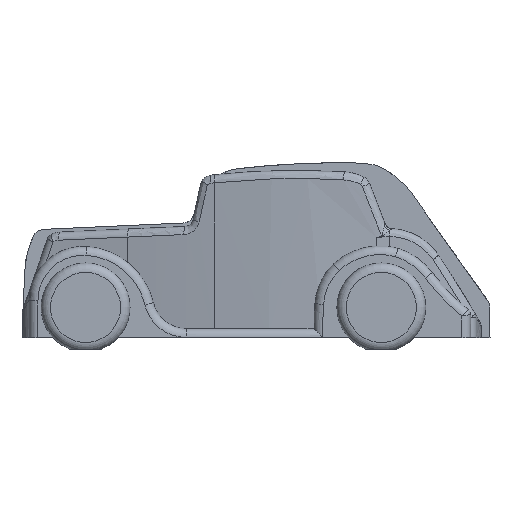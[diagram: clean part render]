
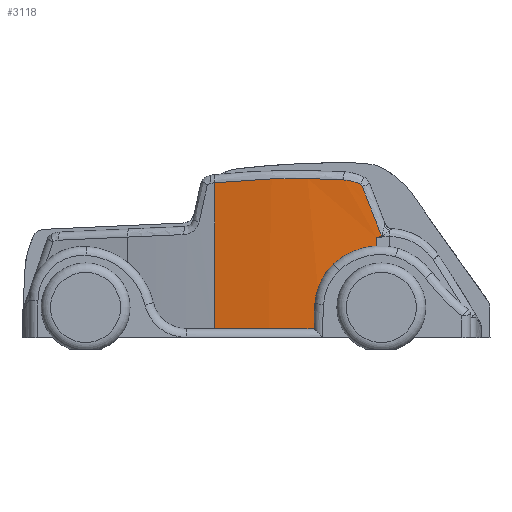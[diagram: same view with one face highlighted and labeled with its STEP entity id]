
A CAD part, front view. The second image highlights one B-rep face of the part: STEP entity #3118.
In plain terms, the highlighted cylindrical face has radius 4.384 mm (diameter 8.769 mm), a partial arc.
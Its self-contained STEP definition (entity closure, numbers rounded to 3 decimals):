
#70=ELLIPSE('',#3394,12.118,4.384);
#170=LINE('',#5242,#309);
#171=LINE('',#5245,#310);
#309=VECTOR('',#3931,0.393);
#310=VECTOR('',#3934,0.393);
#435=CYLINDRICAL_SURFACE('',#3392,4.384);
#539=FACE_OUTER_BOUND('',#746,.T.);
#746=EDGE_LOOP('',(#2201,#2202,#2203,#2204,#2205,#2206,#2207,#2208,#2209));
#955=CIRCLE('',#3384,0.345);
#960=CIRCLE('',#3393,33.347);
#961=CIRCLE('',#3395,4.384);
#1164=B_SPLINE_CURVE_WITH_KNOTS('',3,(#5227,#5228,#5229,#5230),
 .UNSPECIFIED.,.F.,.F.,(4,4),(-0.047,0.),.UNSPECIFIED.);
#1165=B_SPLINE_CURVE_WITH_KNOTS('',3,(#5232,#5233,#5234,#5235),
 .UNSPECIFIED.,.F.,.F.,(4,4),(-0.274,0.),
 .UNSPECIFIED.);
#1166=B_SPLINE_CURVE_WITH_KNOTS('',3,(#5237,#5238,#5239,#5240),
 .UNSPECIFIED.,.F.,.F.,(4,4),(-2.049,0.),.UNSPECIFIED.);
#1285=VERTEX_POINT('',#5048);
#1289=VERTEX_POINT('',#5108);
#1295=VERTEX_POINT('',#5222);
#1296=VERTEX_POINT('',#5224);
#1297=VERTEX_POINT('',#5226);
#1298=VERTEX_POINT('',#5231);
#1299=VERTEX_POINT('',#5236);
#1300=VERTEX_POINT('',#5241);
#1301=VERTEX_POINT('',#5243);
#1619=EDGE_CURVE('',#1285,#1289,#955,.T.);
#1631=EDGE_CURVE('',#1285,#1295,#960,.T.);
#1632=EDGE_CURVE('',#1296,#1295,#70,.T.);
#1633=EDGE_CURVE('',#1297,#1296,#1164,.T.);
#1634=EDGE_CURVE('',#1298,#1297,#1165,.T.);
#1635=EDGE_CURVE('',#1299,#1298,#1166,.T.);
#1636=EDGE_CURVE('',#1300,#1299,#170,.T.);
#1637=EDGE_CURVE('',#1300,#1301,#961,.T.);
#1638=EDGE_CURVE('',#1289,#1301,#171,.T.);
#2201=ORIENTED_EDGE('',*,*,#1619,.F.);
#2202=ORIENTED_EDGE('',*,*,#1631,.T.);
#2203=ORIENTED_EDGE('',*,*,#1632,.F.);
#2204=ORIENTED_EDGE('',*,*,#1633,.F.);
#2205=ORIENTED_EDGE('',*,*,#1634,.F.);
#2206=ORIENTED_EDGE('',*,*,#1635,.F.);
#2207=ORIENTED_EDGE('',*,*,#1636,.F.);
#2208=ORIENTED_EDGE('',*,*,#1637,.T.);
#2209=ORIENTED_EDGE('',*,*,#1638,.F.);
#3118=ADVANCED_FACE('',(#539),#435,.T.);
#3384=AXIS2_PLACEMENT_3D('',#5109,#3909,#3910);
#3392=AXIS2_PLACEMENT_3D('',#5221,#3925,#3926);
#3393=AXIS2_PLACEMENT_3D('',#5223,#3927,#3928);
#3394=AXIS2_PLACEMENT_3D('',#5225,#3929,#3930);
#3395=AXIS2_PLACEMENT_3D('',#5244,#3932,#3933);
#3909=DIRECTION('center_axis',(0.079,-0.995,-0.066));
#3910=DIRECTION('ref_axis',(-0.363,-0.091,0.927));
#3925=DIRECTION('center_axis',(0.,0.,
1.));
#3926=DIRECTION('ref_axis',(-0.179,-0.984,0.));
#3927=DIRECTION('center_axis',(-0.932,0.,
-0.362));
#3928=DIRECTION('ref_axis',(0.007,-1.,-0.019));
#3929=DIRECTION('center_axis',(0.932,0.,0.362));
#3930=DIRECTION('ref_axis',(0.362,0.,-0.932));
#3931=DIRECTION('',(0.,0.,1.));
#3932=DIRECTION('center_axis',(0.,0.,
1.));
#3933=DIRECTION('ref_axis',(-0.179,-0.984,0.));
#3934=DIRECTION('',(0.,0.,-1.));
#5048=CARTESIAN_POINT('',(0.929,-0.44,0.707));
#5108=CARTESIAN_POINT('',(0.898,-0.442,0.697));
#5109=CARTESIAN_POINT('Origin',(1.023,-0.411,0.377));
#5221=CARTESIAN_POINT('Origin',(0.668,3.936,0.072));
#5222=CARTESIAN_POINT('',(0.912,-0.441,0.751));
#5223=CARTESIAN_POINT('Origin',(0.668,32.899,1.378));
#5224=CARTESIAN_POINT('',(0.808,-0.446,1.019));
#5225=CARTESIAN_POINT('Origin',(0.668,3.936,1.38));
#5226=CARTESIAN_POINT('',(0.795,-0.446,1.033));
#5227=CARTESIAN_POINT('Ctrl Pts',(0.795,-0.446,
1.033));
#5228=CARTESIAN_POINT('Ctrl Pts',(0.801,-0.446,
1.03));
#5229=CARTESIAN_POINT('Ctrl Pts',(0.805,-0.446,
1.025));
#5230=CARTESIAN_POINT('Ctrl Pts',(0.808,-0.446,1.019));
#5231=CARTESIAN_POINT('',(0.691,-0.448,1.06));
#5232=CARTESIAN_POINT('Ctrl Pts',(0.691,-0.448,
1.06));
#5233=CARTESIAN_POINT('Ctrl Pts',(0.727,-0.448,
1.058));
#5234=CARTESIAN_POINT('Ctrl Pts',(0.763,-0.447,
1.049));
#5235=CARTESIAN_POINT('Ctrl Pts',(0.795,-0.446,
1.033));
#5236=CARTESIAN_POINT('',(-0.118,-0.377,1.042));
#5237=CARTESIAN_POINT('Ctrl Pts',(-0.118,-0.377,
1.042));
#5238=CARTESIAN_POINT('Ctrl Pts',(0.147,-0.425,
1.07));
#5239=CARTESIAN_POINT('Ctrl Pts',(0.42,-0.449,
1.077));
#5240=CARTESIAN_POINT('Ctrl Pts',(0.691,-0.448,
1.06));
#5241=CARTESIAN_POINT('',(-0.118,-0.377,0.072));
#5242=CARTESIAN_POINT('',(-0.118,-0.377,0.072));
#5243=CARTESIAN_POINT('',(0.898,-0.442,0.072));
#5244=CARTESIAN_POINT('Origin',(0.668,3.936,0.072));
#5245=CARTESIAN_POINT('',(0.898,-0.442,0.072));
